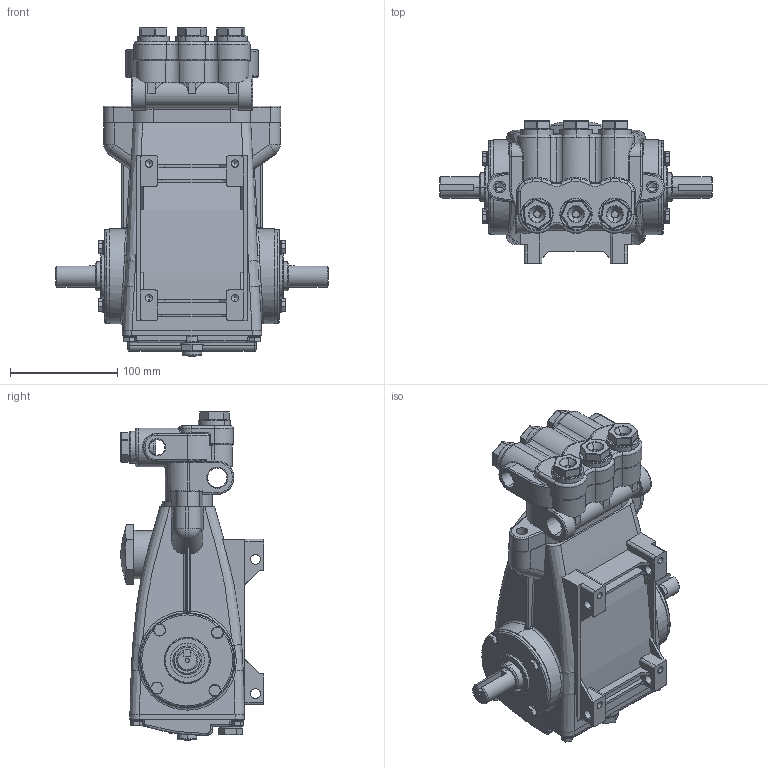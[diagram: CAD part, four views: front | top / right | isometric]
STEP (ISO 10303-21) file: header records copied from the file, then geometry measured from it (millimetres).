
FILE_DESCRIPTION (( 'STEP AP214' ), '1' );
FILE_NAME ('45.STEP', '2008-03-03T20:26:37', ( ' ' ), ( ' ' ), 'SwSTEP 2.0', 'SolidWorks 2007', '' );
FILE_SCHEMA (( 'AUTOMOTIVE_DESIGN' ));
Length unit declared in the file: inch
Products named in the file (4): 5frame_drive_end; 45900; 45907; 45
Assembly tree (8 placements, depth 2):
  45
    45900  x6
    45907
    5frame_drive_end
Bounding box: 254 x 133.35 x 306.27 mm (x, y, z)
Volume: 3270159.7 mm3; surface area: 250724.2 mm2
Topology: 8 solids, 8 shells, 1410 faces, 3292 edges, 1938 vertices
Faces by surface type: plane 535, cylinder 481, torus 168, bspline 127, cone 51, sphere 48
Entity records: 41169 total; most frequent: CARTESIAN_POINT 12428, DIRECTION 5018, ORIENTED_EDGE 4968, EDGE_CURVE 2484, AXIS2_PLACEMENT_3D 1964, VERTEX_POINT 1496, EDGE_LOOP 1112, VECTOR 1090
